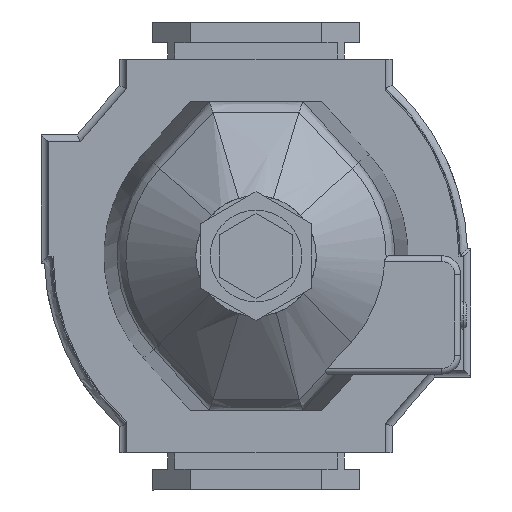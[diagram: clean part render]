
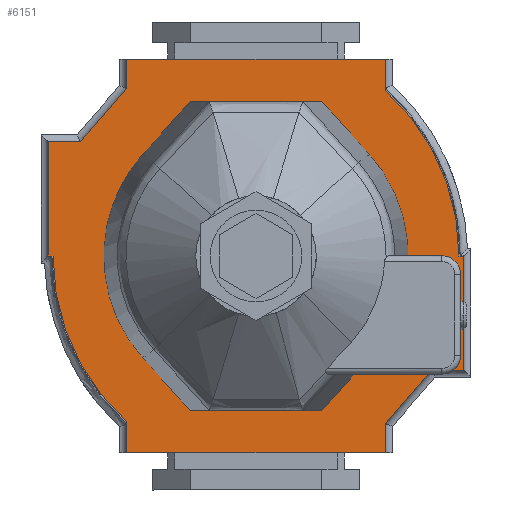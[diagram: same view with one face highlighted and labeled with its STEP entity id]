
A CAD part, front view. The second image highlights one B-rep face of the part: STEP entity #6151.
In plain terms, the highlighted planar face has unit normal (0, -1, 0).
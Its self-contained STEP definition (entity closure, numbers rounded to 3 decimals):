
#50 = VERTEX_POINT ( 'NONE', #4519 ) ;
#124 = ORIENTED_EDGE ( 'NONE', *, *, #989, .F. ) ;
#257 = LINE ( 'NONE', #2003, #1818 ) ;
#361 = DIRECTION ( 'NONE',  ( -0.757, 0., 0.654 ) ) ;
#386 = VECTOR ( 'NONE', #5190, 1000. ) ;
#707 = EDGE_CURVE ( 'NONE', #8382, #6188, #10415, .T. ) ;
#710 = EDGE_LOOP ( 'NONE', ( #10726, #7025, #9652, #4729, #1433, #842, #10436, #11026, #4146, #4114, #1496, #6138, #5999, #945, #10285, #124 ) ) ;
#793 = DIRECTION ( 'NONE',  ( 0., 0., 1. ) ) ;
#814 = DIRECTION ( 'NONE',  ( 0., -1., 0. ) ) ;
#842 = ORIENTED_EDGE ( 'NONE', *, *, #4306, .F. ) ;
#945 = ORIENTED_EDGE ( 'NONE', *, *, #8792, .F. ) ;
#984 = VERTEX_POINT ( 'NONE', #10224 ) ;
#989 = EDGE_CURVE ( 'NONE', #10432, #3897, #1591, .T. ) ;
#1166 = DIRECTION ( 'NONE',  ( 0., -1., 0. ) ) ;
#1307 = EDGE_CURVE ( 'NONE', #7858, #9773, #2686, .T. ) ;
#1407 = EDGE_CURVE ( 'NONE', #3897, #6449, #8523, .T. ) ;
#1433 = ORIENTED_EDGE ( 'NONE', *, *, #10506, .T. ) ;
#1496 = ORIENTED_EDGE ( 'NONE', *, *, #4364, .F. ) ;
#1504 = CARTESIAN_POINT ( 'NONE',  ( 19.5, -51.1, 30. ) ) ;
#1591 = LINE ( 'NONE', #9388, #2836 ) ;
#1728 = CARTESIAN_POINT ( 'NONE',  ( 33.65, -51.1, -22.1 ) ) ;
#1743 = CARTESIAN_POINT ( 'NONE',  ( 28.353, -51.1, -22.1 ) ) ;
#1818 = VECTOR ( 'NONE', #8094, 1000. ) ;
#2003 = CARTESIAN_POINT ( 'NONE',  ( -19.5, -51.1, -30. ) ) ;
#2090 = CARTESIAN_POINT ( 'NONE',  ( 0., -51.1, -34.7 ) ) ;
#2271 = CARTESIAN_POINT ( 'NONE',  ( 0., -51.1, 35.5 ) ) ;
#2340 = DIRECTION ( 'NONE',  ( 1., 0., 0. ) ) ;
#2388 = CARTESIAN_POINT ( 'NONE',  ( -33.65, -51.1, 22.1 ) ) ;
#2671 = EDGE_CURVE ( 'NONE', #2998, #50, #4487, .T. ) ;
#2686 = LINE ( 'NONE', #7132, #4314 ) ;
#2836 = VECTOR ( 'NONE', #5064, 1000. ) ;
#2998 = VERTEX_POINT ( 'NONE', #2090 ) ;
#3144 = VECTOR ( 'NONE', #5263, 1000. ) ;
#3259 = CARTESIAN_POINT ( 'NONE',  ( 33.65, -51.1, 22.1 ) ) ;
#3383 = CARTESIAN_POINT ( 'NONE',  ( 19.5, -51.1, 35.5 ) ) ;
#3734 = LINE ( 'NONE', #1743, #3144 ) ;
#3814 = CARTESIAN_POINT ( 'NONE',  ( 33.65, -51.1, -22.1 ) ) ;
#3844 = PLANE ( 'NONE',  #8333 ) ;
#3897 = VERTEX_POINT ( 'NONE', #4997 ) ;
#3902 = DIRECTION ( 'NONE',  ( 0., 0., 1. ) ) ;
#4020 = VECTOR ( 'NONE', #8614, 1000. ) ;
#4114 = ORIENTED_EDGE ( 'NONE', *, *, #707, .F. ) ;
#4146 = ORIENTED_EDGE ( 'NONE', *, *, #11006, .F. ) ;
#4306 = EDGE_CURVE ( 'NONE', #4629, #7615, #3734, .T. ) ;
#4314 = VECTOR ( 'NONE', #5455, 1000. ) ;
#4364 = EDGE_CURVE ( 'NONE', #5102, #8382, #10073, .T. ) ;
#4401 = DIRECTION ( 'NONE',  ( 1., 0., 0. ) ) ;
#4487 = LINE ( 'NONE', #6150, #4020 ) ;
#4519 = CARTESIAN_POINT ( 'NONE',  ( 0., -51.1, -35.5 ) ) ;
#4629 = VERTEX_POINT ( 'NONE', #3814 ) ;
#4689 = DIRECTION ( 'NONE',  ( 0.757, 0., -0.654 ) ) ;
#4729 = ORIENTED_EDGE ( 'NONE', *, *, #2671, .F. ) ;
#4781 = VECTOR ( 'NONE', #10106, 1000. ) ;
#4810 = EDGE_CURVE ( 'NONE', #984, #5102, #6567, .T. ) ;
#4991 = DIRECTION ( 'NONE',  ( 0., 0., -1. ) ) ;
#4997 = CARTESIAN_POINT ( 'NONE',  ( -33.65, -51.1, -22.1 ) ) ;
#5064 = DIRECTION ( 'NONE',  ( -1., 0., 0. ) ) ;
#5096 = CARTESIAN_POINT ( 'NONE',  ( -19.5, -51.1, -35.5 ) ) ;
#5102 = VERTEX_POINT ( 'NONE', #5761 ) ;
#5134 = CIRCLE ( 'NONE', #7267, 38.2 ) ;
#5190 = DIRECTION ( 'NONE',  ( 0., 0., -1. ) ) ;
#5263 = DIRECTION ( 'NONE',  ( -1., 0., 0. ) ) ;
#5409 = EDGE_CURVE ( 'NONE', #9773, #4629, #8487, .T. ) ;
#5455 = DIRECTION ( 'NONE',  ( 1., 0., 0. ) ) ;
#5485 = CARTESIAN_POINT ( 'NONE',  ( 0., -51.1, 3.5 ) ) ;
#5683 = CARTESIAN_POINT ( 'NONE',  ( -33.65, -51.1, 22.1 ) ) ;
#5761 = CARTESIAN_POINT ( 'NONE',  ( 0., -51.1, 35.5 ) ) ;
#5777 = AXIS2_PLACEMENT_3D ( 'NONE', #5485, #1166, #3902 ) ;
#5865 = CARTESIAN_POINT ( 'NONE',  ( -19.5, -51.1, -35.5 ) ) ;
#5906 = DIRECTION ( 'NONE',  ( 0., 0., 1. ) ) ;
#5999 = ORIENTED_EDGE ( 'NONE', *, *, #6210, .T. ) ;
#6138 = ORIENTED_EDGE ( 'NONE', *, *, #4810, .F. ) ;
#6150 = CARTESIAN_POINT ( 'NONE',  ( 0., -51.1, -35.5 ) ) ;
#6151 = ADVANCED_FACE ( 'NONE', ( #9712 ), #3844, .T. ) ;
#6188 = VERTEX_POINT ( 'NONE', #1504 ) ;
#6210 = EDGE_CURVE ( 'NONE', #984, #6538, #5134, .T. ) ;
#6272 = VECTOR ( 'NONE', #793, 1000. ) ;
#6449 = VERTEX_POINT ( 'NONE', #5683 ) ;
#6477 = CARTESIAN_POINT ( 'NONE',  ( -28.65, -51.1, -22.1 ) ) ;
#6482 = CARTESIAN_POINT ( 'NONE',  ( -34.996, -51.1, 36.92 ) ) ;
#6538 = VERTEX_POINT ( 'NONE', #10964 ) ;
#6567 = LINE ( 'NONE', #2271, #4781 ) ;
#6692 = VECTOR ( 'NONE', #4689, 1000. ) ;
#6701 = LINE ( 'NONE', #5865, #11029 ) ;
#7025 = ORIENTED_EDGE ( 'NONE', *, *, #10719, .F. ) ;
#7132 = CARTESIAN_POINT ( 'NONE',  ( 33.65, -51.1, 22.1 ) ) ;
#7216 = CARTESIAN_POINT ( 'NONE',  ( -28.65, -51.1, -22.1 ) ) ;
#7267 = AXIS2_PLACEMENT_3D ( 'NONE', #10408, #814, #5906 ) ;
#7437 = DIRECTION ( 'NONE',  ( -1., 0., 0. ) ) ;
#7545 = DIRECTION ( 'NONE',  ( 0., -1., 0. ) ) ;
#7615 = VERTEX_POINT ( 'NONE', #8818 ) ;
#7643 = VERTEX_POINT ( 'NONE', #9841 ) ;
#7721 = VECTOR ( 'NONE', #4401, 1000. ) ;
#7739 = CIRCLE ( 'NONE', #5777, 38.2 ) ;
#7858 = VERTEX_POINT ( 'NONE', #8957 ) ;
#7905 = LINE ( 'NONE', #8131, #6692 ) ;
#7998 = VECTOR ( 'NONE', #2340, 1000. ) ;
#8094 = DIRECTION ( 'NONE',  ( 0., 0., 1. ) ) ;
#8097 = LINE ( 'NONE', #6477, #8156 ) ;
#8131 = CARTESIAN_POINT ( 'NONE',  ( 28.65, -51.1, 22.1 ) ) ;
#8156 = VECTOR ( 'NONE', #361, 1000. ) ;
#8333 = AXIS2_PLACEMENT_3D ( 'NONE', #6482, #7545, #4991 ) ;
#8382 = VERTEX_POINT ( 'NONE', #3383 ) ;
#8487 = LINE ( 'NONE', #1728, #386 ) ;
#8523 = LINE ( 'NONE', #2388, #6272 ) ;
#8614 = DIRECTION ( 'NONE',  ( 0., 0., -1. ) ) ;
#8643 = LINE ( 'NONE', #9522, #7721 ) ;
#8792 = EDGE_CURVE ( 'NONE', #6449, #6538, #8643, .T. ) ;
#8818 = CARTESIAN_POINT ( 'NONE',  ( 28.353, -51.1, -22.1 ) ) ;
#8957 = CARTESIAN_POINT ( 'NONE',  ( 28.65, -51.1, 22.1 ) ) ;
#9129 = VECTOR ( 'NONE', #10362, 1000. ) ;
#9388 = CARTESIAN_POINT ( 'NONE',  ( -33.65, -51.1, -22.1 ) ) ;
#9399 = VERTEX_POINT ( 'NONE', #5096 ) ;
#9401 = EDGE_CURVE ( 'NONE', #50, #9399, #6701, .T. ) ;
#9522 = CARTESIAN_POINT ( 'NONE',  ( -28.353, -51.1, 22.1 ) ) ;
#9652 = ORIENTED_EDGE ( 'NONE', *, *, #9401, .F. ) ;
#9668 = EDGE_CURVE ( 'NONE', #7643, #10432, #8097, .T. ) ;
#9712 = FACE_OUTER_BOUND ( 'NONE', #710, .T. ) ;
#9773 = VERTEX_POINT ( 'NONE', #3259 ) ;
#9841 = CARTESIAN_POINT ( 'NONE',  ( -19.5, -51.1, -30. ) ) ;
#10073 = LINE ( 'NONE', #10649, #7998 ) ;
#10106 = DIRECTION ( 'NONE',  ( 0., 0., 1. ) ) ;
#10224 = CARTESIAN_POINT ( 'NONE',  ( 0., -51.1, 34.7 ) ) ;
#10285 = ORIENTED_EDGE ( 'NONE', *, *, #1407, .F. ) ;
#10362 = DIRECTION ( 'NONE',  ( 0., 0., -1. ) ) ;
#10408 = CARTESIAN_POINT ( 'NONE',  ( 0., -51.1, -3.5 ) ) ;
#10415 = LINE ( 'NONE', #11149, #9129 ) ;
#10432 = VERTEX_POINT ( 'NONE', #7216 ) ;
#10436 = ORIENTED_EDGE ( 'NONE', *, *, #5409, .F. ) ;
#10506 = EDGE_CURVE ( 'NONE', #2998, #7615, #7739, .T. ) ;
#10649 = CARTESIAN_POINT ( 'NONE',  ( 19.5, -51.1, 35.5 ) ) ;
#10719 = EDGE_CURVE ( 'NONE', #9399, #7643, #257, .T. ) ;
#10726 = ORIENTED_EDGE ( 'NONE', *, *, #9668, .F. ) ;
#10964 = CARTESIAN_POINT ( 'NONE',  ( -28.353, -51.1, 22.1 ) ) ;
#11006 = EDGE_CURVE ( 'NONE', #6188, #7858, #7905, .T. ) ;
#11026 = ORIENTED_EDGE ( 'NONE', *, *, #1307, .F. ) ;
#11029 = VECTOR ( 'NONE', #7437, 1000. ) ;
#11149 = CARTESIAN_POINT ( 'NONE',  ( 19.5, -51.1, 30. ) ) ;
